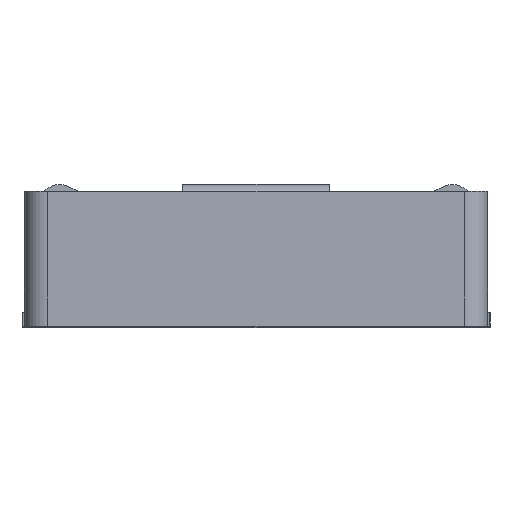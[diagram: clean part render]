
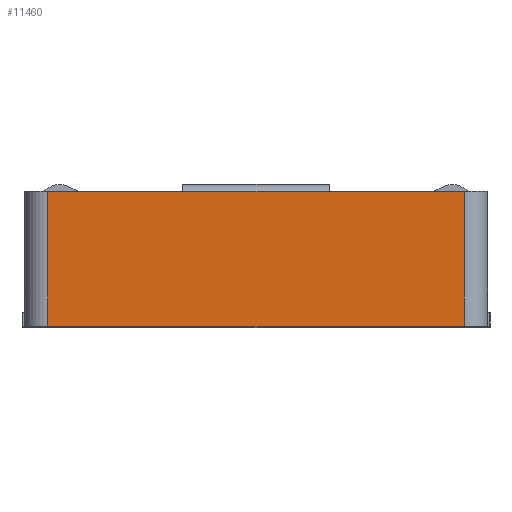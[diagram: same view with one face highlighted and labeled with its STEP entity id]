
A CAD part, top view. The second image highlights one B-rep face of the part: STEP entity #11460.
In plain terms, the highlighted planar face has unit normal (0, 0, 1).
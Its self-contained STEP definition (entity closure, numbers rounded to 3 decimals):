
#294 = VERTEX_POINT('',#295);
#295 = CARTESIAN_POINT('',(74.341,0.,
    -35.41));
#302 = EDGE_CURVE('',#294,#303,#305,.T.);
#303 = VERTEX_POINT('',#304);
#304 = CARTESIAN_POINT('',(73.461,0.,
    -35.41));
#305 = LINE('',#306,#307);
#306 = CARTESIAN_POINT('',(74.341,0.,
    -35.41));
#307 = VECTOR('',#308,1.);
#308 = DIRECTION('',(-1.,0.,0.));
#310 = EDGE_CURVE('',#311,#303,#313,.T.);
#311 = VERTEX_POINT('',#312);
#312 = CARTESIAN_POINT('',(72.581,0.,
    -35.41));
#313 = LINE('',#314,#315);
#314 = CARTESIAN_POINT('',(72.581,0.,
    -35.41));
#315 = VECTOR('',#316,1.);
#316 = DIRECTION('',(1.,0.,0.));
#2444 = VERTEX_POINT('',#2445);
#2445 = CARTESIAN_POINT('',(72.581,0.57,
    -35.41));
#2452 = EDGE_CURVE('',#2444,#2453,#2455,.T.);
#2453 = VERTEX_POINT('',#2454);
#2454 = CARTESIAN_POINT('',(74.341,0.57,
    -35.41));
#2455 = LINE('',#2456,#2457);
#2456 = CARTESIAN_POINT('',(72.581,0.57,
    -35.41));
#2457 = VECTOR('',#2458,1.);
#2458 = DIRECTION('',(1.,0.,0.));
#11450 = EDGE_CURVE('',#2453,#294,#11451,.T.);
#11451 = LINE('',#11452,#11453);
#11452 = CARTESIAN_POINT('',(74.341,0.57,
    -35.41));
#11453 = VECTOR('',#11454,1.);
#11454 = DIRECTION('',(0.,-1.,0.));
#11460 = ADVANCED_FACE('',(#11461),#11473,.F.);
#11461 = FACE_BOUND('',#11462,.T.);
#11462 = EDGE_LOOP('',(#11463,#11464,#11470,#11471,#11472));
#11463 = ORIENTED_EDGE('',*,*,#2452,.F.);
#11464 = ORIENTED_EDGE('',*,*,#11465,.F.);
#11465 = EDGE_CURVE('',#311,#2444,#11466,.T.);
#11466 = LINE('',#11467,#11468);
#11467 = CARTESIAN_POINT('',(72.581,0.,
    -35.41));
#11468 = VECTOR('',#11469,1.);
#11469 = DIRECTION('',(0.,1.,0.));
#11470 = ORIENTED_EDGE('',*,*,#310,.T.);
#11471 = ORIENTED_EDGE('',*,*,#302,.F.);
#11472 = ORIENTED_EDGE('',*,*,#11450,.F.);
#11473 = PLANE('',#11474);
#11474 = AXIS2_PLACEMENT_3D('',#11475,#11476,#11477);
#11475 = CARTESIAN_POINT('',(74.361,-0.04,
    -35.41));
#11476 = DIRECTION('',(0.,0.,-1.));
#11477 = DIRECTION('',(-1.,0.,0.));
